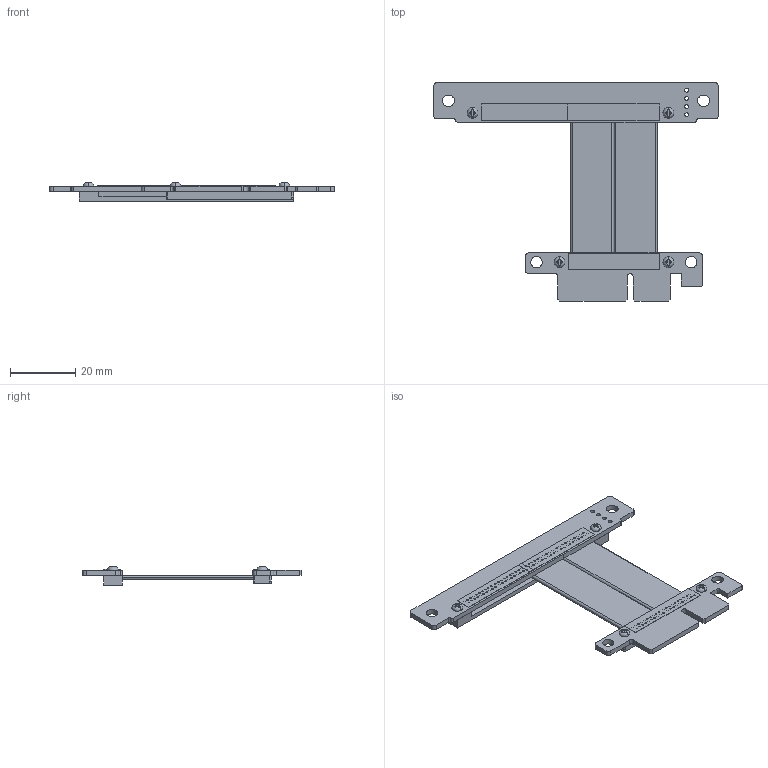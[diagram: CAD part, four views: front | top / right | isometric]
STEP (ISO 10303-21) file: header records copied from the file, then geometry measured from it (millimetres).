
FILE_DESCRIPTION(('Open CASCADE Model'),'2;1');
FILE_NAME('Open CASCADE Shape Model','2019-09-18T00:33:56',('Author'),( 'Open CASCADE'),'Open CASCADE STEP processor 6.8','Open CASCADE 6.8' ,'Unknown');
FILE_SCHEMA(('AUTOMOTIVE_DESIGN { 1 0 10303 214 1 1 1 1 }'));
Length unit declared in the file: millimetre
Products named in the file (11): PCB; Board; Open CASCADE STEP translator 6.8 25.1.1; CN4; Free-Models; Tape28x5_RGB0; G0033_RGB9411503; Hexagon_nut_ISO_4032_(DIN_934)_-_M2_RGB9411503; R8S-PAD-20170526; RP22S-PAD; cable20-43
Assembly tree (19 placements, depth 3):
  PCB
    Board
      Open CASCADE STEP translator 6.8 25.1.1
    CN4
    Free-Models
      Tape28x5_RGB0  x3
      G0033_RGB9411503  x4
      Hexagon_nut_ISO_4032_(DIN_934)_-_M2_RGB9411503  x4
      R8S-PAD-20170526
      RP22S-PAD
      cable20-43  x2
Bounding box: 87.08 x 66.81 x 5.65 mm (x, y, z)
Volume: 5034.3 mm3; surface area: 12374.5 mm2
Topology: 97 solids, 97 shells, 1161 faces, 2590 edges, 1631 vertices
Faces by surface type: cylinder 597, plane 348, torus 160, cone 48, revolution 8
Full cylindrical faces by diameter (mm): 0.6 x120, 1.2 x4, 2.2 x7, 2.216 x1, 3.5 x2, 3.6 x2, 4 x2, 4.8 x2
Entity records: 21144 total; most frequent: DIRECTION 3690, CARTESIAN_POINT 3303, ORIENTED_EDGE 3014, AXIS2_PLACEMENT_3D 1564, EDGE_CURVE 1507, FACE_BOUND 966, EDGE_LOOP 966, VERTEX_POINT 961
